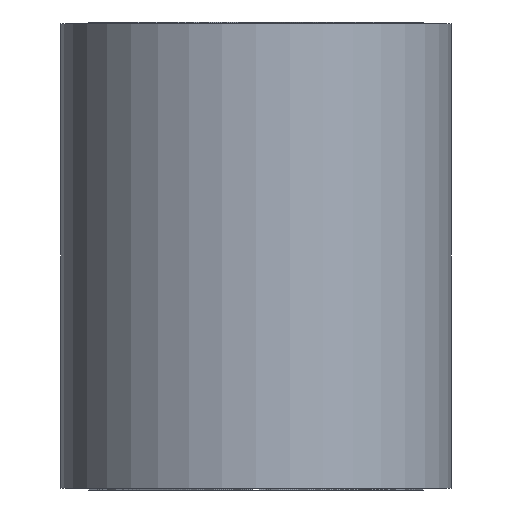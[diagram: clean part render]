
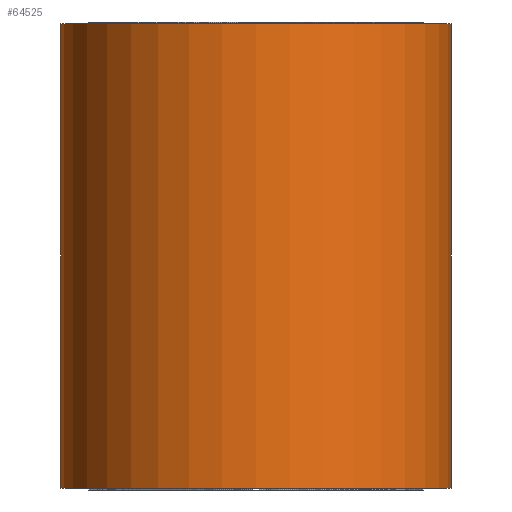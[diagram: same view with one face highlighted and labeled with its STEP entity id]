
A CAD part, front view. The second image highlights one B-rep face of the part: STEP entity #64525.
In plain terms, the highlighted cylindrical face has radius 21 mm (diameter 42 mm), a partial arc.
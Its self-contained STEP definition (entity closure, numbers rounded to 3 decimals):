
#746 = CYLINDRICAL_SURFACE ( 'NONE', #60295, 21. ) ;
#2367 = CARTESIAN_POINT ( 'NONE',  ( 0., 0., -25. ) ) ;
#11314 = CARTESIAN_POINT ( 'NONE',  ( 21., 0., -25. ) ) ;
#12528 = CARTESIAN_POINT ( 'NONE',  ( -21., 0., 25. ) ) ;
#12834 = EDGE_CURVE ( 'NONE', #23015, #42697, #15424, .T. ) ;
#14102 = CARTESIAN_POINT ( 'NONE',  ( 0., 0., 25. ) ) ;
#15281 = EDGE_LOOP ( 'NONE', ( #81613, #20107, #45759, #49115 ) ) ;
#15424 = CIRCLE ( 'NONE', #66032, 21. ) ;
#16513 = DIRECTION ( 'NONE',  ( 1., 0., 0. ) ) ;
#18576 = EDGE_CURVE ( 'NONE', #28438, #42870, #25802, .T. ) ;
#20107 = ORIENTED_EDGE ( 'NONE', *, *, #18576, .F. ) ;
#23015 = VERTEX_POINT ( 'NONE', #80546 ) ;
#24443 = EDGE_CURVE ( 'NONE', #42870, #42697, #69018, .T. ) ;
#25155 = EDGE_CURVE ( 'NONE', #28438, #23015, #38365, .T. ) ;
#25802 = CIRCLE ( 'NONE', #53715, 21. ) ;
#28307 = CARTESIAN_POINT ( 'NONE',  ( 21., 0., 25. ) ) ;
#28438 = VERTEX_POINT ( 'NONE', #69819 ) ;
#38365 = LINE ( 'NONE', #12528, #65977 ) ;
#42697 = VERTEX_POINT ( 'NONE', #11314 ) ;
#42870 = VERTEX_POINT ( 'NONE', #28307 ) ;
#43166 = CARTESIAN_POINT ( 'NONE',  ( 21., 0., 25. ) ) ;
#45759 = ORIENTED_EDGE ( 'NONE', *, *, #25155, .T. ) ;
#45867 = DIRECTION ( 'NONE',  ( 0., 0., -1. ) ) ;
#49115 = ORIENTED_EDGE ( 'NONE', *, *, #12834, .T. ) ;
#53565 = DIRECTION ( 'NONE',  ( 0., 0., 1. ) ) ;
#53715 = AXIS2_PLACEMENT_3D ( 'NONE', #66896, #53565, #72777 ) ;
#60295 = AXIS2_PLACEMENT_3D ( 'NONE', #14102, #70405, #78335 ) ;
#64525 = ADVANCED_FACE ( 'NONE', ( #72045 ), #746, .T. ) ;
#65977 = VECTOR ( 'NONE', #45867, 1000. ) ;
#66032 = AXIS2_PLACEMENT_3D ( 'NONE', #2367, #73652, #16513 ) ;
#66896 = CARTESIAN_POINT ( 'NONE',  ( 0., 0., 25. ) ) ;
#69018 = LINE ( 'NONE', #43166, #69902 ) ;
#69819 = CARTESIAN_POINT ( 'NONE',  ( -21., 0., 25. ) ) ;
#69902 = VECTOR ( 'NONE', #76118, 1000. ) ;
#70405 = DIRECTION ( 'NONE',  ( 0., 0., -1. ) ) ;
#72045 = FACE_OUTER_BOUND ( 'NONE', #15281, .T. ) ;
#72777 = DIRECTION ( 'NONE',  ( 1., 0., 0. ) ) ;
#73652 = DIRECTION ( 'NONE',  ( 0., 0., 1. ) ) ;
#76118 = DIRECTION ( 'NONE',  ( 0., 0., -1. ) ) ;
#78335 = DIRECTION ( 'NONE',  ( -1., 0., 0. ) ) ;
#80546 = CARTESIAN_POINT ( 'NONE',  ( -21., 0., -25. ) ) ;
#81613 = ORIENTED_EDGE ( 'NONE', *, *, #24443, .F. ) ;
